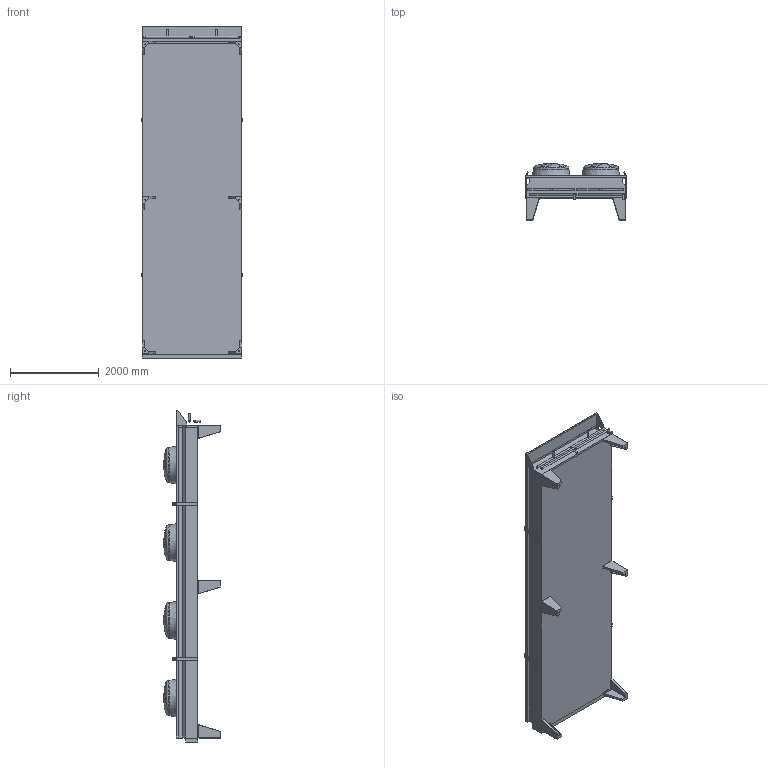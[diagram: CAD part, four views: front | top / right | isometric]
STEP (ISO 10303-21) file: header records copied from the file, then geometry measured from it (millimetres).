
FILE_DESCRIPTION (( 'STEP AP203' ), '1' );
FILE_NAME ('BXD_804_V.STEP', '2018-09-17T15:04:16', ( 'Alfa Laval' ), ( 'Alfa Laval' ), 'SwSTEP 2.0', 'SolidWorks 2016', '' );
FILE_SCHEMA (( 'CONFIG_CONTROL_DESIGN' ));
Length unit declared in the file: millimetre
Products named in the file (6): ALB_COILFRAME-CASING_LIGHT_DOUBLE_800_4M; ALB_FEET_VF_LIGHT_DOUBLE_800_4M; ALB_COVER_HS_LIGHT_DOUBLE; ALB_COVER_BS_LIGHT_DOUBLE_CU; ALB_HEADER_GAS_COOLER_DOUBLE_LIGHT_CU; BXD_804_V
Assembly tree (5 placements, depth 2):
  BXD_804_V
    ALB_COILFRAME-CASING_LIGHT_DOUBLE_800_4M
    ALB_FEET_VF_LIGHT_DOUBLE_800_4M
    ALB_COVER_HS_LIGHT_DOUBLE
    ALB_COVER_BS_LIGHT_DOUBLE_CU
    ALB_HEADER_GAS_COOLER_DOUBLE_LIGHT_CU
Bounding box: 2270 x 1270 x 7480 mm (x, y, z)
Volume: 8680295301.1 mm3; surface area: 54537934.3 mm2
Topology: 17 solids, 17 shells, 265 faces, 729 edges, 539 vertices
Faces by surface type: plane 161, bspline 70, cylinder 34
Full cylindrical faces by diameter (mm): 20 x6, 40 x4, 42 x8, 800 x8
Entity records: 16746 total; most frequent: CARTESIAN_POINT 10057, ORIENTED_EDGE 1268, DIRECTION 1062, EDGE_CURVE 634, VERTEX_POINT 504, EDGE_LOOP 386, VECTOR 356, LINE 356
